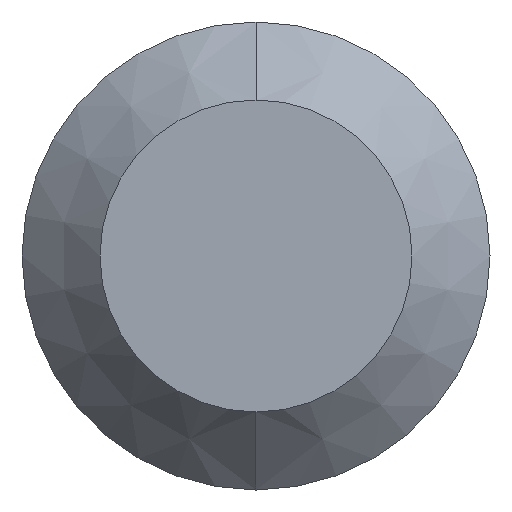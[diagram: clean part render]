
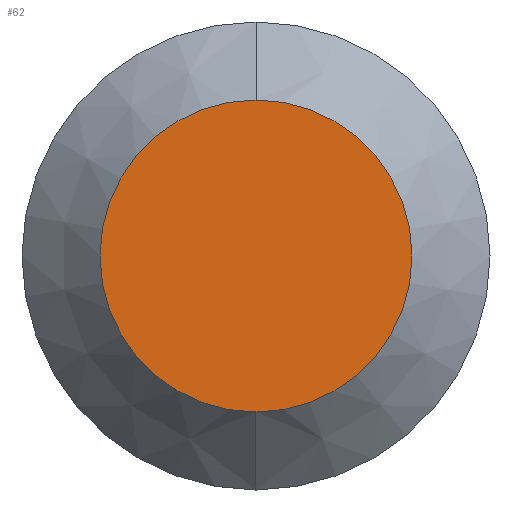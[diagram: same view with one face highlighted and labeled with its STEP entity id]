
A CAD part, front view. The second image highlights one B-rep face of the part: STEP entity #62.
In plain terms, the highlighted planar face has unit normal (0, -1, 0).
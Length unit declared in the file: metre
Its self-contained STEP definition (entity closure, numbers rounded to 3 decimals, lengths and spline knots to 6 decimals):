
#62=ADVANCED_FACE('0:30',(#118),#119,.F.);
#118=FACE_OUTER_BOUND('',#165,.T.);
#119=PLANE('',#166);
#165=EDGE_LOOP('',(#267,#268));
#166=AXIS2_PLACEMENT_3D('',#269,#270,#271);
#267=ORIENTED_EDGE('',*,*,#320,.T.);
#268=ORIENTED_EDGE('',*,*,#297,.T.);
#269=CARTESIAN_POINT('',(0.0,0.0,0.0));
#270=DIRECTION('',(0.0,1.0,0.0));
#271=DIRECTION('',(0.0,-0.0,1.0));
#297=EDGE_CURVE('',#351,#349,#352,.F.);
#320=EDGE_CURVE('',#349,#351,#380,.F.);
#349=VERTEX_POINT('',#420);
#351=VERTEX_POINT('',#423);
#352=CIRCLE('',#424,0.001);
#380=CIRCLE('',#462,0.001);
#420=CARTESIAN_POINT('',(0.0,0.0,0.001));
#423=CARTESIAN_POINT('',(0.,0.0,-0.001));
#424=AXIS2_PLACEMENT_3D('',#476,#477,#478);
#462=AXIS2_PLACEMENT_3D('',#501,#502,#503);
#476=CARTESIAN_POINT('',(0.0,0.0,0.0));
#477=DIRECTION('',(0.0,1.0,0.0));
#478=DIRECTION('',(0.0,-0.0,1.0));
#501=CARTESIAN_POINT('',(0.0,0.0,0.0));
#502=DIRECTION('',(0.0,1.0,0.0));
#503=DIRECTION('',(0.0,-0.0,1.0));
